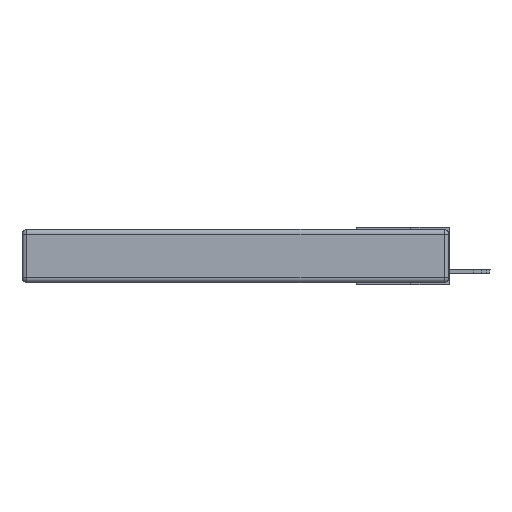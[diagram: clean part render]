
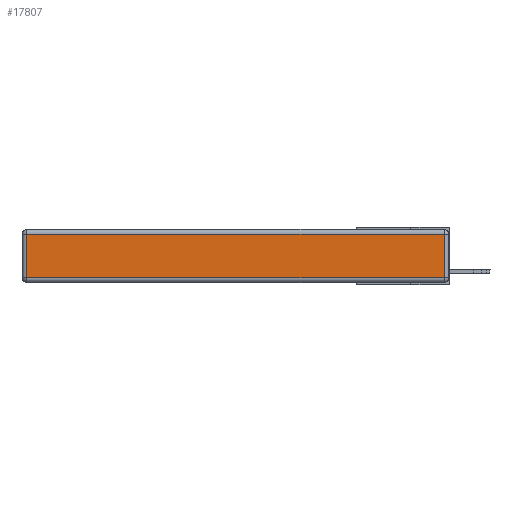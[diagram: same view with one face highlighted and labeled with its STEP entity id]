
A CAD part, left-side view. The second image highlights one B-rep face of the part: STEP entity #17807.
In plain terms, the highlighted planar face has unit normal (-1, 0, 0).
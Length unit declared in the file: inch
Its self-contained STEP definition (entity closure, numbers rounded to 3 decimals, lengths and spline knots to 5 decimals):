
#257 = EDGE_CURVE ( 'NONE', #14792, #13837, #9479, .T. ) ;
#1005 = PLANE ( 'NONE',  #12105 ) ;
#2081 = ORIENTED_EDGE ( 'NONE', *, *, #257, .T. ) ;
#2713 = CARTESIAN_POINT ( 'NONE',  ( 0., 0., -0.313 ) ) ;
#3619 = VERTEX_POINT ( 'NONE', #20352 ) ;
#3628 = CARTESIAN_POINT ( 'NONE',  ( 0., 0.03, -0.313 ) ) ;
#4729 = DIRECTION ( 'NONE',  ( 0., 0., -1. ) ) ;
#5235 = VECTOR ( 'NONE', #20290, 39.37008 ) ;
#5912 = ORIENTED_EDGE ( 'NONE', *, *, #12801, .T. ) ;
#6073 = VERTEX_POINT ( 'NONE', #19877 ) ;
#6127 = CARTESIAN_POINT ( 'NONE',  ( 0., 0., -0.343 ) ) ;
#6301 = EDGE_LOOP ( 'NONE', ( #2081, #8138, #14727, #5912 ) ) ;
#6833 = EDGE_CURVE ( 'NONE', #13837, #3619, #15838, .T. ) ;
#6936 = VECTOR ( 'NONE', #18898, 39.37008 ) ;
#7959 = DIRECTION ( 'NONE',  ( 0., -1., 0. ) ) ;
#8138 = ORIENTED_EDGE ( 'NONE', *, *, #6833, .T. ) ;
#9479 = LINE ( 'NONE', #2713, #11060 ) ;
#10444 = CARTESIAN_POINT ( 'NONE',  ( 0., 2.72, -0.313 ) ) ;
#11007 = EDGE_CURVE ( 'NONE', #3619, #6073, #16226, .T. ) ;
#11060 = VECTOR ( 'NONE', #7959, 39.37008 ) ;
#12105 = AXIS2_PLACEMENT_3D ( 'NONE', #6127, #12594, #20962 ) ;
#12126 = FACE_OUTER_BOUND ( 'NONE', #6301, .T. ) ;
#12594 = DIRECTION ( 'NONE',  ( -1., 0., 0. ) ) ;
#12801 = EDGE_CURVE ( 'NONE', #6073, #14792, #13173, .T. ) ;
#13019 = CARTESIAN_POINT ( 'NONE',  ( 0., 2.72, -0.343 ) ) ;
#13173 = LINE ( 'NONE', #13019, #16314 ) ;
#13837 = VERTEX_POINT ( 'NONE', #3628 ) ;
#14727 = ORIENTED_EDGE ( 'NONE', *, *, #11007, .T. ) ;
#14792 = VERTEX_POINT ( 'NONE', #10444 ) ;
#15136 = CARTESIAN_POINT ( 'NONE',  ( 0., 2.75, -0.03 ) ) ;
#15689 = CARTESIAN_POINT ( 'NONE',  ( 0., 0.03, -0.343 ) ) ;
#15838 = LINE ( 'NONE', #15689, #6936 ) ;
#16226 = LINE ( 'NONE', #15136, #5235 ) ;
#16314 = VECTOR ( 'NONE', #4729, 39.37008 ) ;
#17807 = ADVANCED_FACE ( 'NONE', ( #12126 ), #1005, .T. ) ;
#18898 = DIRECTION ( 'NONE',  ( 0., 0., 1. ) ) ;
#19877 = CARTESIAN_POINT ( 'NONE',  ( 0., 2.72, -0.03 ) ) ;
#20290 = DIRECTION ( 'NONE',  ( 0., 1., 0. ) ) ;
#20352 = CARTESIAN_POINT ( 'NONE',  ( 0., 0.03, -0.03 ) ) ;
#20962 = DIRECTION ( 'NONE',  ( 0., 0., 1. ) ) ;
